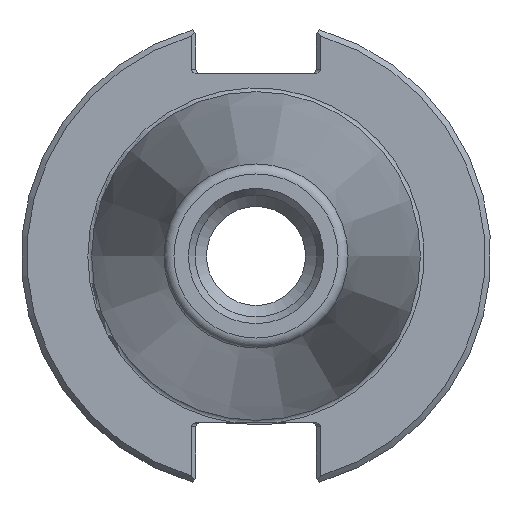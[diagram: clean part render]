
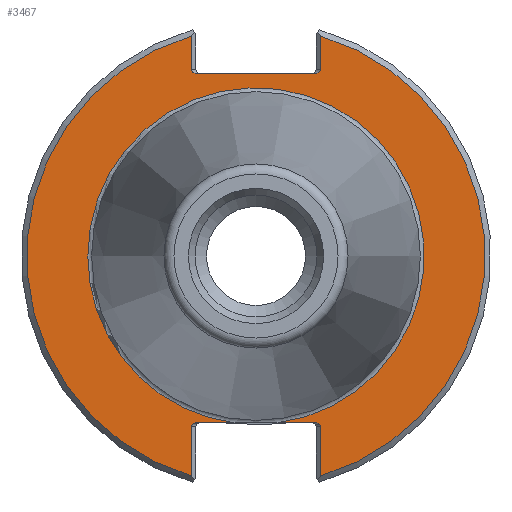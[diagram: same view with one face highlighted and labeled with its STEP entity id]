
A CAD part, left-side view. The second image highlights one B-rep face of the part: STEP entity #3467.
In plain terms, the highlighted planar face has unit normal (-1, 0, 0).
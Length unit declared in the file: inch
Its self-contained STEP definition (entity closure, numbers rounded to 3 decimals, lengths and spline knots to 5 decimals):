
#2525=CARTESIAN_POINT('',(0.125,0.345,0.992));
#2526=VERTEX_POINT('',#2525);
#2533=CARTESIAN_POINT('',(0.125,0.31672,0.972));
#2534=VERTEX_POINT('',#2533);
#2535=CARTESIAN_POINT('',(0.125,0.31672,0.992));
#2536=DIRECTION('',(-1.0,0.0,0.0));
#2537=DIRECTION('',(0.0,1.0,0.0));
#2538=AXIS2_PLACEMENT_3D('',#2535,#2536,#2537);
#2539=ELLIPSE('',#2538,0.02828,0.02);
#2540=EDGE_CURVE('',#2526,#2534,#2539,.T.);
#2625=CARTESIAN_POINT('',(0.125,0.345,1.1702));
#2626=VERTEX_POINT('',#2625);
#2633=CARTESIAN_POINT('',(0.125,0.345,1.1702));
#2634=DIRECTION('',(0.0,0.0,-1.0));
#2635=VECTOR('',#2634,0.1782);
#2636=LINE('',#2633,#2635);
#2637=EDGE_CURVE('',#2626,#2526,#2636,.T.);
#2737=CARTESIAN_POINT('',(0.125,-0.31672,0.972));
#2738=VERTEX_POINT('',#2737);
#2745=CARTESIAN_POINT('',(0.125,-0.345,0.992));
#2746=VERTEX_POINT('',#2745);
#2747=CARTESIAN_POINT('',(0.125,-0.31672,0.992));
#2748=DIRECTION('',(-1.0,0.0,0.0));
#2749=DIRECTION('',(0.0,-1.0,0.0));
#2750=AXIS2_PLACEMENT_3D('',#2747,#2748,#2749);
#2751=ELLIPSE('',#2750,0.02828,0.02);
#2752=EDGE_CURVE('',#2738,#2746,#2751,.T.);
#2802=CARTESIAN_POINT('',(0.125,-0.345,1.1702));
#2803=VERTEX_POINT('',#2802);
#2804=CARTESIAN_POINT('',(0.125,-0.345,0.992));
#2805=DIRECTION('',(0.0,0.0,1.0));
#2806=VECTOR('',#2805,0.1782);
#2807=LINE('',#2804,#2806);
#2808=EDGE_CURVE('',#2746,#2803,#2807,.T.);
#2826=CARTESIAN_POINT('',(0.125,-0.345,-0.908));
#2827=VERTEX_POINT('',#2826);
#2828=CARTESIAN_POINT('',(0.125,-0.31672,-0.888));
#2829=VERTEX_POINT('',#2828);
#2830=CARTESIAN_POINT('',(0.125,-0.31672,-0.908));
#2831=DIRECTION('',(-1.0,0.0,0.0));
#2832=DIRECTION('',(0.0,-1.0,0.0));
#2833=AXIS2_PLACEMENT_3D('',#2830,#2831,#2832);
#2834=ELLIPSE('',#2833,0.02828,0.02);
#2835=EDGE_CURVE('',#2827,#2829,#2834,.T.);
#2933=CARTESIAN_POINT('',(0.125,-0.345,-1.1702));
#2934=VERTEX_POINT('',#2933);
#2941=CARTESIAN_POINT('',(0.125,-0.345,-1.1702));
#2942=DIRECTION('',(0.0,0.0,1.0));
#2943=VECTOR('',#2942,0.2622);
#2944=LINE('',#2941,#2943);
#2945=EDGE_CURVE('',#2934,#2827,#2944,.T.);
#3045=CARTESIAN_POINT('',(0.125,0.31672,-0.888));
#3046=VERTEX_POINT('',#3045);
#3053=CARTESIAN_POINT('',(0.125,0.345,-0.908));
#3054=VERTEX_POINT('',#3053);
#3055=CARTESIAN_POINT('',(0.125,0.31672,-0.908));
#3056=DIRECTION('',(-1.0,0.0,0.0));
#3057=DIRECTION('',(0.0,1.0,0.0));
#3058=AXIS2_PLACEMENT_3D('',#3055,#3056,#3057);
#3059=ELLIPSE('',#3058,0.02828,0.02);
#3060=EDGE_CURVE('',#3046,#3054,#3059,.T.);
#3110=CARTESIAN_POINT('',(0.125,0.345,-1.1702));
#3111=VERTEX_POINT('',#3110);
#3112=CARTESIAN_POINT('',(0.125,0.345,-0.908));
#3113=DIRECTION('',(0.0,0.0,-1.0));
#3114=VECTOR('',#3113,0.2622);
#3115=LINE('',#3112,#3114);
#3116=EDGE_CURVE('',#3054,#3111,#3115,.T.);
#3183=CARTESIAN_POINT('',(0.125,0.31672,0.972));
#3184=DIRECTION('',(0.0,-1.0,0.0));
#3185=VECTOR('',#3184,0.63343);
#3186=LINE('',#3183,#3185);
#3187=EDGE_CURVE('',#2534,#2738,#3186,.T.);
#3385=CARTESIAN_POINT('',(0.125,-0.11172,-0.888));
#3386=VERTEX_POINT('',#3385);
#3387=CARTESIAN_POINT('',(0.125,0.11172,-0.888));
#3388=VERTEX_POINT('',#3387);
#3403=CARTESIAN_POINT('',(0.125,0.,0.0));
#3404=DIRECTION('',(-1.0,0.0,0.0));
#3405=DIRECTION('',(0.0,-1.0,0.0));
#3406=AXIS2_PLACEMENT_3D('',#3403,#3404,#3405);
#3407=CIRCLE('',#3406,0.895);
#3408=EDGE_CURVE('',#3386,#3388,#3407,.T.);
#3424=CARTESIAN_POINT('',(0.125,1.0625,0.0));
#3425=DIRECTION('',(-1.0,0.0,0.0));
#3426=DIRECTION('',(0.0,0.0,1.0));
#3427=AXIS2_PLACEMENT_3D('',#3424,#3425,#3426);
#3428=PLANE('',#3427);
#3429=ORIENTED_EDGE('',*,*,#3408,.F.);
#3430=CARTESIAN_POINT('',(0.125,-0.31672,-0.888));
#3431=DIRECTION('',(0.0,1.0,0.0));
#3432=VECTOR('',#3431,0.205);
#3433=LINE('',#3430,#3432);
#3434=EDGE_CURVE('',#2829,#3386,#3433,.T.);
#3435=ORIENTED_EDGE('',*,*,#3434,.F.);
#3436=ORIENTED_EDGE('',*,*,#2835,.F.);
#3437=ORIENTED_EDGE('',*,*,#2945,.F.);
#3438=CARTESIAN_POINT('',(0.125,0.,0.0));
#3439=DIRECTION('',(1.0,0.0,0.0));
#3440=DIRECTION('',(0.0,-1.0,0.0));
#3441=AXIS2_PLACEMENT_3D('',#3438,#3439,#3440);
#3442=CIRCLE('',#3441,1.22);
#3443=EDGE_CURVE('',#2803,#2934,#3442,.T.);
#3444=ORIENTED_EDGE('',*,*,#3443,.F.);
#3445=ORIENTED_EDGE('',*,*,#2808,.F.);
#3446=ORIENTED_EDGE('',*,*,#2752,.F.);
#3447=ORIENTED_EDGE('',*,*,#3187,.F.);
#3448=ORIENTED_EDGE('',*,*,#2540,.F.);
#3449=ORIENTED_EDGE('',*,*,#2637,.F.);
#3450=CARTESIAN_POINT('',(0.125,0.,0.0));
#3451=DIRECTION('',(1.0,0.0,0.0));
#3452=DIRECTION('',(0.0,1.0,0.0));
#3453=AXIS2_PLACEMENT_3D('',#3450,#3451,#3452);
#3454=CIRCLE('',#3453,1.22);
#3455=EDGE_CURVE('',#3111,#2626,#3454,.T.);
#3456=ORIENTED_EDGE('',*,*,#3455,.F.);
#3457=ORIENTED_EDGE('',*,*,#3116,.F.);
#3458=ORIENTED_EDGE('',*,*,#3060,.F.);
#3459=CARTESIAN_POINT('',(0.125,0.11172,-0.888));
#3460=DIRECTION('',(0.0,1.0,0.0));
#3461=VECTOR('',#3460,0.205);
#3462=LINE('',#3459,#3461);
#3463=EDGE_CURVE('',#3388,#3046,#3462,.T.);
#3464=ORIENTED_EDGE('',*,*,#3463,.F.);
#3465=EDGE_LOOP('',(#3429,#3435,#3436,#3437,#3444,#3445,#3446,#3447,#3448,#3449,#3456,#3457,#3458,#3464));
#3466=FACE_OUTER_BOUND('',#3465,.T.);
#3467=ADVANCED_FACE('',(#3466),#3428,.T.);
